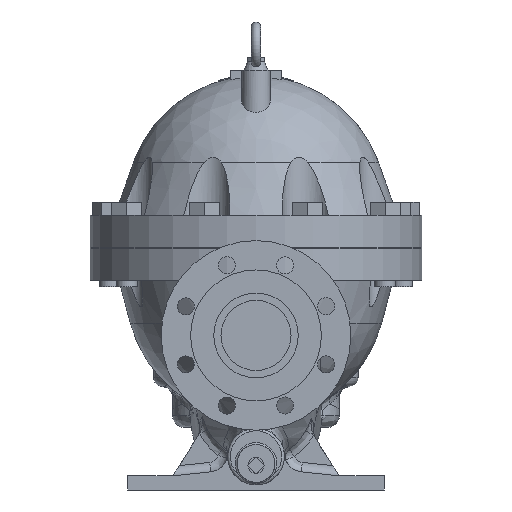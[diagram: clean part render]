
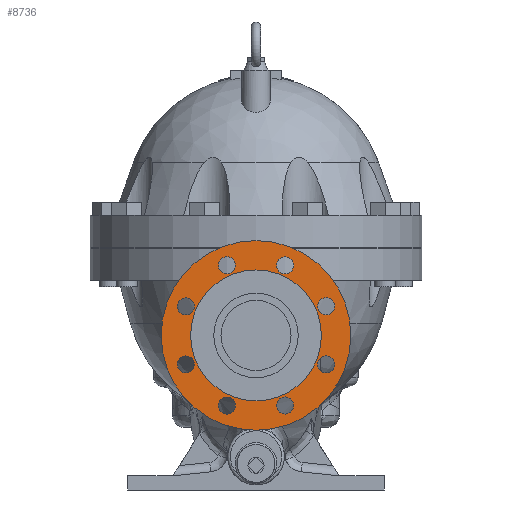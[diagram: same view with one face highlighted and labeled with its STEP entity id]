
A CAD part, left-side view. The second image highlights one B-rep face of the part: STEP entity #8736.
In plain terms, the highlighted planar face has unit normal (-1, 0, 0).
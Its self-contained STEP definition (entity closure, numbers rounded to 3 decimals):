
#1773=FACE_BOUND('',#2587,.T.);
#1774=FACE_BOUND('',#2588,.T.);
#1775=FACE_BOUND('',#2589,.T.);
#1776=FACE_BOUND('',#2590,.T.);
#1777=FACE_BOUND('',#2591,.T.);
#1778=FACE_BOUND('',#2592,.T.);
#1779=FACE_BOUND('',#2593,.T.);
#1780=FACE_BOUND('',#2594,.T.);
#1781=FACE_BOUND('',#2595,.T.);
#1963=FACE_OUTER_BOUND('',#2586,.T.);
#2586=EDGE_LOOP('',(#5954));
#2587=EDGE_LOOP('',(#5955));
#2588=EDGE_LOOP('',(#5956));
#2589=EDGE_LOOP('',(#5957));
#2590=EDGE_LOOP('',(#5958));
#2591=EDGE_LOOP('',(#5959));
#2592=EDGE_LOOP('',(#5960));
#2593=EDGE_LOOP('',(#5961));
#2594=EDGE_LOOP('',(#5962));
#2595=EDGE_LOOP('',(#5963));
#3313=CIRCLE('',#9330,9.);
#3315=CIRCLE('',#9333,9.);
#3317=CIRCLE('',#9336,9.);
#3319=CIRCLE('',#9339,9.);
#3321=CIRCLE('',#9342,9.);
#3323=CIRCLE('',#9345,9.);
#3325=CIRCLE('',#9348,9.);
#3327=CIRCLE('',#9351,9.);
#3329=CIRCLE('',#9355,100.);
#3330=CIRCLE('',#9357,69.);
#3733=VERTEX_POINT('',#12748);
#3735=VERTEX_POINT('',#12753);
#3737=VERTEX_POINT('',#12758);
#3739=VERTEX_POINT('',#12763);
#3741=VERTEX_POINT('',#12768);
#3743=VERTEX_POINT('',#12773);
#3745=VERTEX_POINT('',#12778);
#3747=VERTEX_POINT('',#12783);
#3749=VERTEX_POINT('',#12789);
#3750=VERTEX_POINT('',#12792);
#4614=EDGE_CURVE('',#3733,#3733,#3313,.T.);
#4616=EDGE_CURVE('',#3735,#3735,#3315,.T.);
#4618=EDGE_CURVE('',#3737,#3737,#3317,.T.);
#4620=EDGE_CURVE('',#3739,#3739,#3319,.T.);
#4622=EDGE_CURVE('',#3741,#3741,#3321,.T.);
#4624=EDGE_CURVE('',#3743,#3743,#3323,.T.);
#4626=EDGE_CURVE('',#3745,#3745,#3325,.T.);
#4628=EDGE_CURVE('',#3747,#3747,#3327,.T.);
#4630=EDGE_CURVE('',#3749,#3749,#3329,.T.);
#4631=EDGE_CURVE('',#3750,#3750,#3330,.T.);
#5954=ORIENTED_EDGE('',*,*,#4630,.T.);
#5955=ORIENTED_EDGE('',*,*,#4614,.T.);
#5956=ORIENTED_EDGE('',*,*,#4616,.T.);
#5957=ORIENTED_EDGE('',*,*,#4618,.T.);
#5958=ORIENTED_EDGE('',*,*,#4620,.T.);
#5959=ORIENTED_EDGE('',*,*,#4622,.T.);
#5960=ORIENTED_EDGE('',*,*,#4624,.T.);
#5961=ORIENTED_EDGE('',*,*,#4626,.T.);
#5962=ORIENTED_EDGE('',*,*,#4628,.T.);
#5963=ORIENTED_EDGE('',*,*,#4631,.F.);
#8450=PLANE('',#9356);
#8736=ADVANCED_FACE('',(#1963,#1773,#1774,#1775,#1776,#1777,#1778,#1779,
#1780,#1781),#8450,.T.);
#9330=AXIS2_PLACEMENT_3D('',#12749,#10339,#10340);
#9333=AXIS2_PLACEMENT_3D('',#12754,#10345,#10346);
#9336=AXIS2_PLACEMENT_3D('',#12759,#10351,#10352);
#9339=AXIS2_PLACEMENT_3D('',#12764,#10357,#10358);
#9342=AXIS2_PLACEMENT_3D('',#12769,#10363,#10364);
#9345=AXIS2_PLACEMENT_3D('',#12774,#10369,#10370);
#9348=AXIS2_PLACEMENT_3D('',#12779,#10375,#10376);
#9351=AXIS2_PLACEMENT_3D('',#12784,#10381,#10382);
#9355=AXIS2_PLACEMENT_3D('',#12790,#10389,#10390);
#9356=AXIS2_PLACEMENT_3D('',#12791,#10391,#10392);
#9357=AXIS2_PLACEMENT_3D('',#12793,#10393,#10394);
#10339=DIRECTION('center_axis',(1.,0.,0.));
#10340=DIRECTION('ref_axis',(0.,0.707,-0.707));
#10345=DIRECTION('center_axis',(1.,0.,0.));
#10346=DIRECTION('ref_axis',(0.,1.,0.));
#10351=DIRECTION('center_axis',(1.,0.,0.));
#10352=DIRECTION('ref_axis',(0.,0.707,0.707));
#10357=DIRECTION('center_axis',(1.,0.,0.));
#10358=DIRECTION('ref_axis',(0.,0.,1.));
#10363=DIRECTION('center_axis',(1.,0.,0.));
#10364=DIRECTION('ref_axis',(0.,-0.707,0.707));
#10369=DIRECTION('center_axis',(1.,0.,0.));
#10370=DIRECTION('ref_axis',(0.,-1.,0.));
#10375=DIRECTION('center_axis',(1.,0.,0.));
#10376=DIRECTION('ref_axis',(0.,-0.707,-0.707));
#10381=DIRECTION('center_axis',(1.,0.,0.));
#10382=DIRECTION('ref_axis',(0.,0.,-1.));
#10389=DIRECTION('center_axis',(-1.,0.,0.));
#10390=DIRECTION('ref_axis',(0.,0.,1.));
#10391=DIRECTION('center_axis',(-1.,0.,0.));
#10392=DIRECTION('ref_axis',(0.,0.,1.));
#10393=DIRECTION('center_axis',(-1.,0.,0.));
#10394=DIRECTION('ref_axis',(0.,0.,1.));
#12748=CARTESIAN_POINT('',(-380.,-36.979,-11.726));
#12749=CARTESIAN_POINT('Origin',(-380.,-30.615,-18.09));
#12753=CARTESIAN_POINT('',(-380.,-82.91,-61.385));
#12754=CARTESIAN_POINT('Origin',(-380.,-73.91,-61.385));
#12758=CARTESIAN_POINT('',(-380.,-80.274,-128.979));
#12759=CARTESIAN_POINT('Origin',(-380.,-73.91,-122.615));
#12763=CARTESIAN_POINT('',(-380.,-30.615,-174.91));
#12764=CARTESIAN_POINT('Origin',(-380.,-30.615,-165.91));
#12768=CARTESIAN_POINT('',(-380.,36.979,-172.274));
#12769=CARTESIAN_POINT('Origin',(-380.,30.615,-165.91));
#12773=CARTESIAN_POINT('',(-380.,82.91,-122.615));
#12774=CARTESIAN_POINT('Origin',(-380.,73.91,-122.615));
#12778=CARTESIAN_POINT('',(-380.,80.274,-55.021));
#12779=CARTESIAN_POINT('Origin',(-380.,73.91,-61.385));
#12783=CARTESIAN_POINT('',(-380.,30.615,-9.09));
#12784=CARTESIAN_POINT('Origin',(-380.,30.615,-18.09));
#12789=CARTESIAN_POINT('',(-380.,0.,8.));
#12790=CARTESIAN_POINT('Origin',(-380.,0.,-92.));
#12791=CARTESIAN_POINT('Origin',(-380.,0.,-23.));
#12792=CARTESIAN_POINT('',(-380.,0.,-23.));
#12793=CARTESIAN_POINT('Origin',(-380.,0.,-92.));
